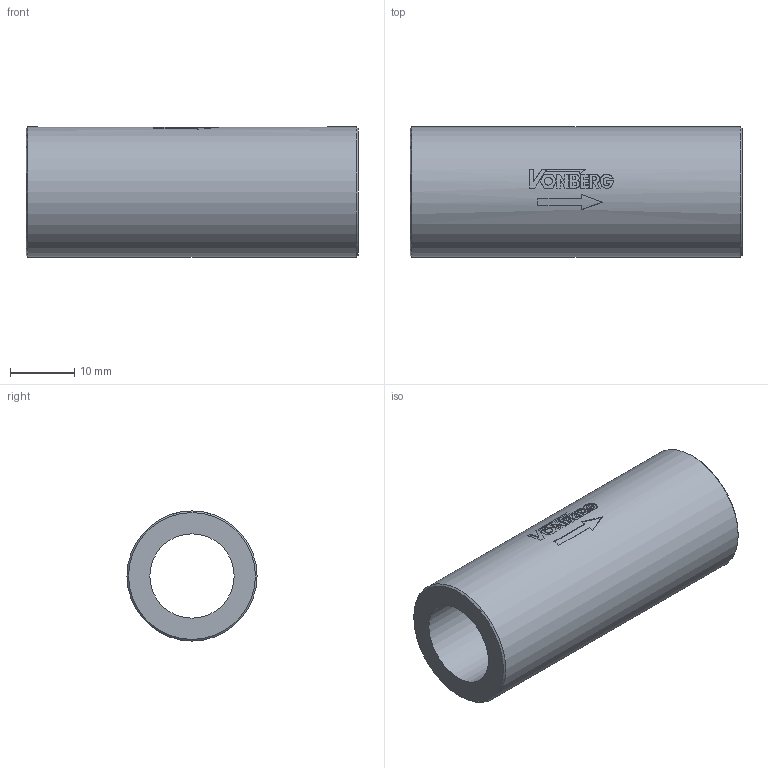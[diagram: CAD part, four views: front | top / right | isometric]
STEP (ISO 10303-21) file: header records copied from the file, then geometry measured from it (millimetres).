
FILE_DESCRIPTION((''),'2;1');
FILE_NAME('1510.stp','2015-01-26T12:50:51',('jml'),(''),'Autodesk Inventor 2010','Autodesk Inventor 2010','');
FILE_SCHEMA(('AUTOMOTIVE_DESIGN { 1 0 10303 214 1 1 1 1 }'));
Length unit declared in the file: inch
Products named in the file (1): 320000
Bounding box: 51.56 x 20.19 x 20.19 mm (x, y, z)
Volume: 9289.6 mm3; surface area: 5789.9 mm2
Topology: 1 solids, 1 shells, 107 faces, 271 edges, 180 vertices
Faces by surface type: plane 57, bspline 34, cylinder 14, cone 2
Full cylindrical faces by diameter (mm): 20.193 x1
Entity records: 8642 total; most frequent: CARTESIAN_POINT 6233, ORIENTED_EDGE 528, DIRECTION 340, EDGE_CURVE 264, VERTEX_POINT 179, EDGE_LOOP 129, VECTOR 124, LINE 124
